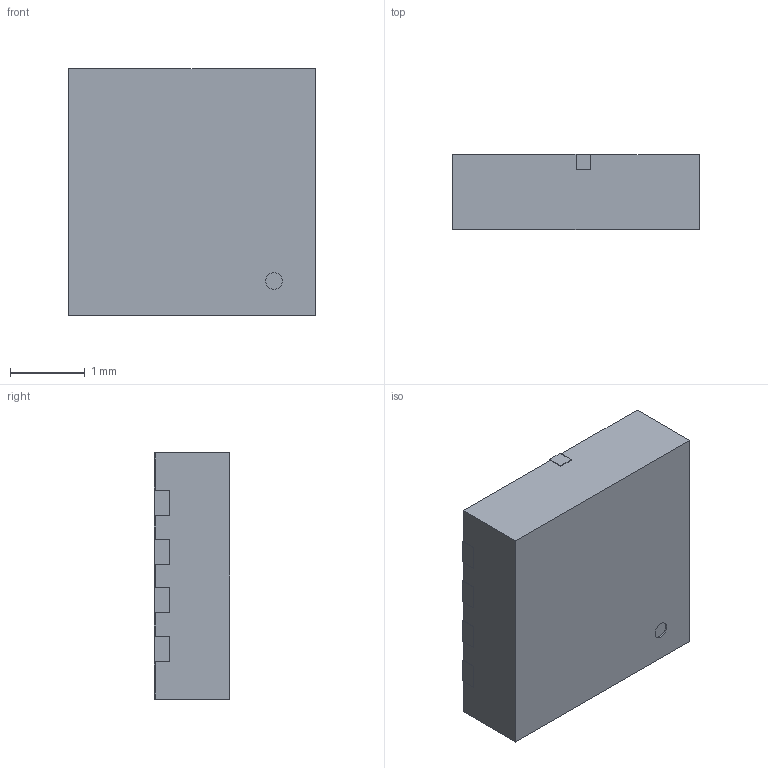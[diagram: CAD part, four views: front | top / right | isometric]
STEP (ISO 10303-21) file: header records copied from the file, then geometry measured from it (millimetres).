
FILE_DESCRIPTION (( 'STEP AP214' ), '1' );
FILE_NAME ('E0B313C0-B054-4AD1-B78C-00C37CC3B2DB.STEP', '2024-01-10T06:48:38', ( '' ), ( '' ), 'SwSTEP 2.0', 'SolidWorks 2022', '' );
FILE_SCHEMA (( 'AUTOMOTIVE_DESIGN' ));
Length unit declared in the file: millimetre
Products named in the file (1): E0B313C0-B054-4AD1-B78C-00C37CC3B2DB
Bounding box: 3.32 x 1.01 x 3.32 mm (x, y, z)
Volume: 11 mm3; surface area: 35.3 mm2
Topology: 1 solids, 1 shells, 74 faces, 213 edges, 142 vertices
Faces by surface type: plane 72, cylinder 2
Entity records: 3218 total; most frequent: CARTESIAN_POINT 430, ORIENTED_EDGE 426, DIRECTION 367, EDGE_CURVE 213, LINE 209, VECTOR 209, VERTEX_POINT 142, AXIS2_PLACEMENT_3D 79
